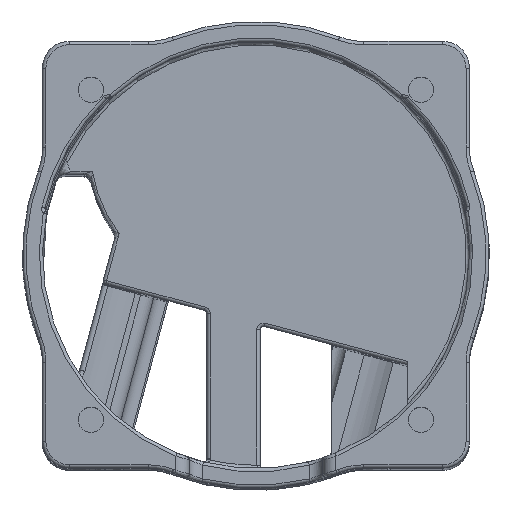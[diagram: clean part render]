
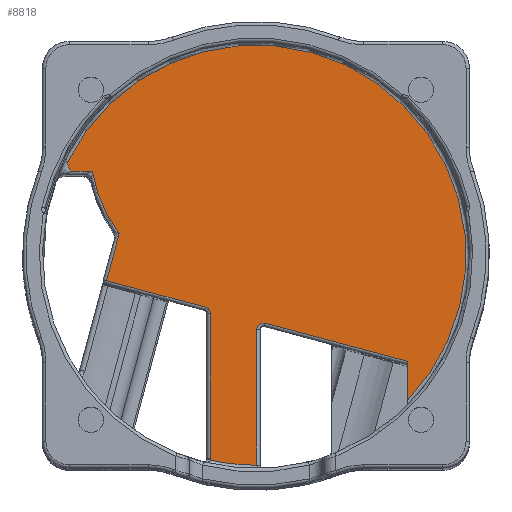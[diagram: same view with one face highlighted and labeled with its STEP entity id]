
A CAD part, top view. The second image highlights one B-rep face of the part: STEP entity #8818.
In plain terms, the highlighted planar face has unit normal (0, 0, 1).
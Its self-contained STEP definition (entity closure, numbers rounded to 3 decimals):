
#160=PLANE('',#9874);
#446=LINE('',#15692,#937);
#552=LINE('',#16538,#1043);
#573=LINE('',#16851,#1064);
#574=LINE('',#16918,#1065);
#576=LINE('',#16922,#1067);
#577=LINE('',#16926,#1068);
#578=LINE('',#16930,#1069);
#937=VECTOR('',#11691,10.);
#1043=VECTOR('',#12109,10.);
#1064=VECTOR('',#12248,10.);
#1065=VECTOR('',#12261,10.);
#1067=VECTOR('',#12265,10.);
#1068=VECTOR('',#12268,10.);
#1069=VECTOR('',#12273,10.);
#1925=FACE_OUTER_BOUND('',#2512,.T.);
#2512=EDGE_LOOP('',(#7456,#7457,#7458,#7459,#7460,#7461,#7462,#7463,#7464,
#7465,#7466,#7467,#7468,#7469,#7470));
#2834=B_SPLINE_CURVE_WITH_KNOTS('',3,(#16682,#16683,#16684,#16685,#16686,
#16687),.UNSPECIFIED.,.F.,.F.,(4,2,4),(0.071,0.139,
0.139),.UNSPECIFIED.);
#3258=CIRCLE('',#9649,10.721);
#3353=CIRCLE('',#9839,15.75);
#3367=CIRCLE('',#9863,0.5);
#3373=CIRCLE('',#9871,0.5);
#3374=CIRCLE('',#9875,0.5);
#3375=CIRCLE('',#9876,0.5);
#3376=CIRCLE('',#9877,15.75);
#3995=VERTEX_POINT('',#15657);
#3996=VERTEX_POINT('',#15675);
#3999=VERTEX_POINT('',#15690);
#4148=VERTEX_POINT('',#16537);
#4157=VERTEX_POINT('',#16671);
#4158=VERTEX_POINT('',#16689);
#4175=VERTEX_POINT('',#16839);
#4176=VERTEX_POINT('',#16841);
#4178=VERTEX_POINT('',#16847);
#4180=VERTEX_POINT('',#16853);
#4183=VERTEX_POINT('',#16916);
#4184=VERTEX_POINT('',#16921);
#4185=VERTEX_POINT('',#16923);
#4186=VERTEX_POINT('',#16925);
#4187=VERTEX_POINT('',#16927);
#5045=EDGE_CURVE('',#3995,#3996,#3258,.T.);
#5050=EDGE_CURVE('',#3999,#3995,#446,.T.);
#5273=EDGE_CURVE('',#3996,#4148,#552,.T.);
#5299=EDGE_CURVE('',#4157,#4148,#2834,.T.);
#5300=EDGE_CURVE('',#4157,#4158,#3353,.T.);
#5330=EDGE_CURVE('',#4175,#4176,#3367,.T.);
#5335=EDGE_CURVE('',#4176,#4178,#573,.T.);
#5338=EDGE_CURVE('',#4178,#4180,#3373,.T.);
#5342=EDGE_CURVE('',#4183,#4175,#574,.T.);
#5344=EDGE_CURVE('',#4184,#3999,#576,.T.);
#5345=EDGE_CURVE('',#4185,#4184,#3374,.T.);
#5346=EDGE_CURVE('',#4186,#4185,#577,.T.);
#5347=EDGE_CURVE('',#4187,#4186,#3375,.T.);
#5348=EDGE_CURVE('',#4180,#4187,#3376,.T.);
#5349=EDGE_CURVE('',#4183,#4158,#578,.T.);
#7456=ORIENTED_EDGE('',*,*,#5299,.T.);
#7457=ORIENTED_EDGE('',*,*,#5273,.F.);
#7458=ORIENTED_EDGE('',*,*,#5045,.F.);
#7459=ORIENTED_EDGE('',*,*,#5050,.F.);
#7460=ORIENTED_EDGE('',*,*,#5344,.F.);
#7461=ORIENTED_EDGE('',*,*,#5345,.F.);
#7462=ORIENTED_EDGE('',*,*,#5346,.F.);
#7463=ORIENTED_EDGE('',*,*,#5347,.F.);
#7464=ORIENTED_EDGE('',*,*,#5348,.F.);
#7465=ORIENTED_EDGE('',*,*,#5338,.F.);
#7466=ORIENTED_EDGE('',*,*,#5335,.F.);
#7467=ORIENTED_EDGE('',*,*,#5330,.F.);
#7468=ORIENTED_EDGE('',*,*,#5342,.F.);
#7469=ORIENTED_EDGE('',*,*,#5349,.T.);
#7470=ORIENTED_EDGE('',*,*,#5300,.F.);
#8818=ADVANCED_FACE('',(#1925),#160,.F.);
#9649=AXIS2_PLACEMENT_3D('',#15676,#11682,#11683);
#9839=AXIS2_PLACEMENT_3D('',#16690,#12180,#12181);
#9863=AXIS2_PLACEMENT_3D('',#16842,#12237,#12238);
#9871=AXIS2_PLACEMENT_3D('',#16857,#12255,#12256);
#9874=AXIS2_PLACEMENT_3D('',#16920,#12263,#12264);
#9875=AXIS2_PLACEMENT_3D('',#16924,#12266,#12267);
#9876=AXIS2_PLACEMENT_3D('',#16928,#12269,#12270);
#9877=AXIS2_PLACEMENT_3D('',#16929,#12271,#12272);
#11682=DIRECTION('center_axis',(0.,0.,
-1.));
#11683=DIRECTION('ref_axis',(-0.918,-0.397,0.));
#11691=DIRECTION('',(0.259,0.966,0.));
#12109=DIRECTION('',(-1.,0.,0.));
#12180=DIRECTION('center_axis',(0.,0.,
-1.));
#12181=DIRECTION('ref_axis',(0.552,0.834,0.));
#12237=DIRECTION('center_axis',(0.,0.,
1.));
#12238=DIRECTION('ref_axis',(-0.609,0.793,0.));
#12248=DIRECTION('',(0.,-1.,0.));
#12255=DIRECTION('center_axis',(0.,0.,
1.));
#12256=DIRECTION('ref_axis',(-1.,-0.014,0.));
#12261=DIRECTION('',(-0.966,0.259,0.));
#12263=DIRECTION('center_axis',(0.,0.,
-1.));
#12264=DIRECTION('ref_axis',(-1.,0.,0.));
#12265=DIRECTION('',(-0.966,0.259,0.));
#12266=DIRECTION('center_axis',(0.,0.,
1.));
#12267=DIRECTION('ref_axis',(0.793,0.609,0.));
#12268=DIRECTION('',(0.,1.,0.));
#12269=DIRECTION('center_axis',(0.,0.,
1.));
#12270=DIRECTION('ref_axis',(0.993,-0.122,0.));
#12271=DIRECTION('center_axis',(0.,0.,
-1.));
#12272=DIRECTION('ref_axis',(-0.106,-0.994,0.));
#12273=DIRECTION('',(0.,-1.,0.));
#15657=CARTESIAN_POINT('',(-10.256,1.6,134.849));
#15675=CARTESIAN_POINT('',(-12.259,6.285,134.849));
#15676=CARTESIAN_POINT('Origin',(-1.681,8.035,134.849));
#15690=CARTESIAN_POINT('',(-11.198,-1.918,134.849));
#15692=CARTESIAN_POINT('',(-9.368,4.914,134.849));
#16537=CARTESIAN_POINT('',(-13.895,6.285,134.849));
#16538=CARTESIAN_POINT('',(-8.25,6.285,134.849));
#16671=CARTESIAN_POINT('',(-14.148,6.921,134.849));
#16682=CARTESIAN_POINT('Ctrl Pts',(-14.148,6.921,134.849));
#16683=CARTESIAN_POINT('Ctrl Pts',(-14.098,6.698,134.849));
#16684=CARTESIAN_POINT('Ctrl Pts',(-13.995,6.476,134.849));
#16685=CARTESIAN_POINT('Ctrl Pts',(-13.895,6.287,134.849));
#16686=CARTESIAN_POINT('Ctrl Pts',(-13.895,6.286,134.849));
#16687=CARTESIAN_POINT('Ctrl Pts',(-13.895,6.285,134.849));
#16689=CARTESIAN_POINT('',(11.353,-10.917,134.849));
#16690=CARTESIAN_POINT('Origin',(0.,0.,
134.849));
#16839=CARTESIAN_POINT('',(0.698,-5.105,134.849));
#16841=CARTESIAN_POINT('',(0.069,-5.588,134.849));
#16842=CARTESIAN_POINT('Origin',(0.569,-5.588,134.849));
#16847=CARTESIAN_POINT('',(0.069,-15.74,134.849));
#16851=CARTESIAN_POINT('',(0.069,0.635,134.849));
#16853=CARTESIAN_POINT('',(0.069,-15.75,134.849));
#16857=CARTESIAN_POINT('Origin',(0.569,-15.74,134.849));
#16916=CARTESIAN_POINT('',(11.353,-7.96,134.849));
#16918=CARTESIAN_POINT('',(0.651,-5.093,134.849));
#16920=CARTESIAN_POINT('Origin',(-1.681,6.532,134.849));
#16921=CARTESIAN_POINT('',(-3.802,-3.899,134.849));
#16922=CARTESIAN_POINT('',(-7.936,-2.792,134.849));
#16923=CARTESIAN_POINT('',(-3.431,-4.382,134.849));
#16924=CARTESIAN_POINT('Origin',(-3.931,-4.382,134.849));
#16925=CARTESIAN_POINT('',(-3.431,-15.251,134.849));
#16926=CARTESIAN_POINT('',(-3.431,-4.519,134.849));
#16927=CARTESIAN_POINT('',(-3.445,-15.369,134.849));
#16928=CARTESIAN_POINT('Origin',(-3.931,-15.251,134.849));
#16929=CARTESIAN_POINT('Origin',(0.,0.,
134.849));
#16930=CARTESIAN_POINT('',(11.353,-8.219,134.849));
